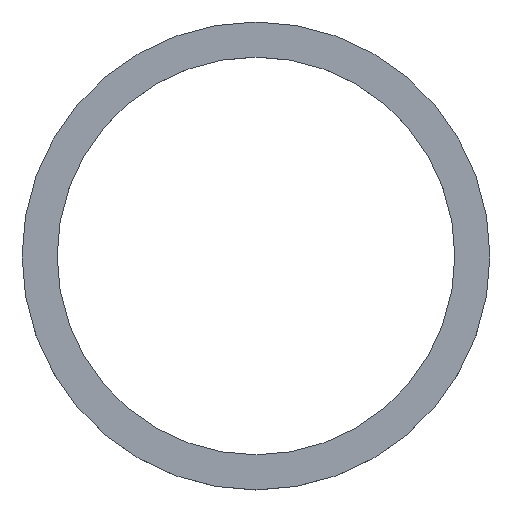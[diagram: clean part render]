
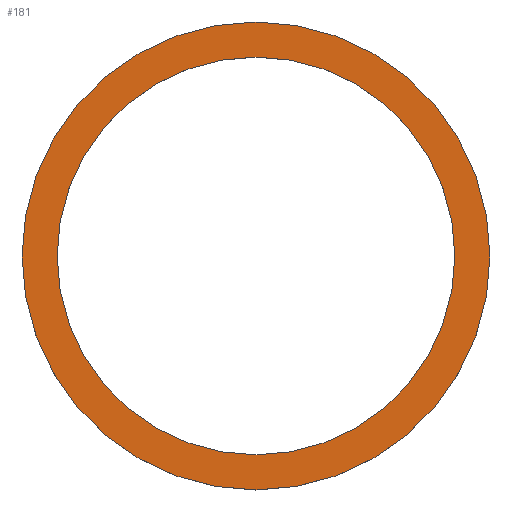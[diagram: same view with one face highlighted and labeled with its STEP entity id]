
A CAD part, top view. The second image highlights one B-rep face of the part: STEP entity #181.
In plain terms, the highlighted planar face has unit normal (0, 0, 1).
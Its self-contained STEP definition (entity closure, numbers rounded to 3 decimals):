
#7 = VERTEX_POINT ( 'NONE', #10 ) ;
#9 = ORIENTED_EDGE ( 'NONE', *, *, #25, .T. ) ;
#10 = CARTESIAN_POINT ( 'NONE',  ( 12.75, 0., 2. ) ) ;
#17 = CARTESIAN_POINT ( 'NONE',  ( 0., 0., 2. ) ) ;
#19 = ORIENTED_EDGE ( 'NONE', *, *, #205, .F. ) ;
#25 = EDGE_CURVE ( 'NONE', #218, #119, #140, .T. ) ;
#28 = AXIS2_PLACEMENT_3D ( 'NONE', #64, #105, #85 ) ;
#31 = DIRECTION ( 'NONE',  ( 0., 0., 1. ) ) ;
#33 = CARTESIAN_POINT ( 'NONE',  ( 15., 0., 2. ) ) ;
#59 = EDGE_LOOP ( 'NONE', ( #136, #9 ) ) ;
#60 = DIRECTION ( 'NONE',  ( 1., 0., 0. ) ) ;
#63 = CARTESIAN_POINT ( 'NONE',  ( 0., 0., 2. ) ) ;
#64 = CARTESIAN_POINT ( 'NONE',  ( 0., 0., 2. ) ) ;
#65 = FACE_BOUND ( 'NONE', #243, .T. ) ;
#66 = DIRECTION ( 'NONE',  ( 0., 0., 1. ) ) ;
#72 = CIRCLE ( 'NONE', #160, 12.75 ) ;
#74 = ORIENTED_EDGE ( 'NONE', *, *, #180, .F. ) ;
#80 = DIRECTION ( 'NONE',  ( 1., 0., 0. ) ) ;
#85 = DIRECTION ( 'NONE',  ( 1., 0., 0. ) ) ;
#98 = AXIS2_PLACEMENT_3D ( 'NONE', #63, #66, #213 ) ;
#100 = DIRECTION ( 'NONE',  ( 0., 0., 1. ) ) ;
#104 = CARTESIAN_POINT ( 'NONE',  ( -12.75, 0., 2. ) ) ;
#105 = DIRECTION ( 'NONE',  ( 0., 0., 1. ) ) ;
#107 = PLANE ( 'NONE',  #98 ) ;
#119 = VERTEX_POINT ( 'NONE', #226 ) ;
#127 = VERTEX_POINT ( 'NONE', #104 ) ;
#129 = CARTESIAN_POINT ( 'NONE',  ( 0., 0., 2. ) ) ;
#133 = FACE_OUTER_BOUND ( 'NONE', #59, .T. ) ;
#136 = ORIENTED_EDGE ( 'NONE', *, *, #138, .T. ) ;
#138 = EDGE_CURVE ( 'NONE', #119, #218, #194, .T. ) ;
#140 = CIRCLE ( 'NONE', #184, 15. ) ;
#144 = CIRCLE ( 'NONE', #28, 12.75 ) ;
#160 = AXIS2_PLACEMENT_3D ( 'NONE', #17, #31, #214 ) ;
#165 = AXIS2_PLACEMENT_3D ( 'NONE', #129, #100, #80 ) ;
#169 = CARTESIAN_POINT ( 'NONE',  ( 0., 0., 2. ) ) ;
#180 = EDGE_CURVE ( 'NONE', #127, #7, #72, .T. ) ;
#181 = ADVANCED_FACE ( 'NONE', ( #65, #133 ), #107, .T. ) ;
#184 = AXIS2_PLACEMENT_3D ( 'NONE', #169, #187, #60 ) ;
#187 = DIRECTION ( 'NONE',  ( 0., 0., 1. ) ) ;
#194 = CIRCLE ( 'NONE', #165, 15. ) ;
#205 = EDGE_CURVE ( 'NONE', #7, #127, #144, .T. ) ;
#213 = DIRECTION ( 'NONE',  ( 1., 0., 0. ) ) ;
#214 = DIRECTION ( 'NONE',  ( 1., 0., 0. ) ) ;
#218 = VERTEX_POINT ( 'NONE', #33 ) ;
#226 = CARTESIAN_POINT ( 'NONE',  ( -15., 0., 2. ) ) ;
#243 = EDGE_LOOP ( 'NONE', ( #74, #19 ) ) ;
